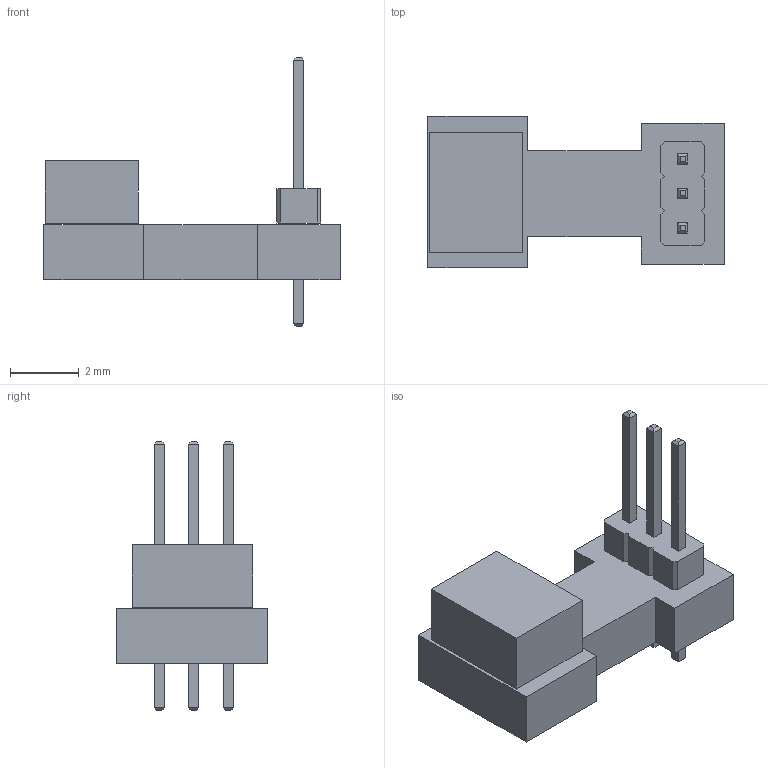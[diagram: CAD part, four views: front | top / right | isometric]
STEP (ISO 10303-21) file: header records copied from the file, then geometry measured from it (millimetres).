
FILE_DESCRIPTION(('KiCad electronic assembly'),'2;1');
FILE_NAME('optode-alex.step','2025-01-27T14:04:01',('Pcbnew'),('Kicad'), 'Open CASCADE STEP processor 7.6','KiCad to STEP converter','Unknown' );
FILE_SCHEMA(('AUTOMOTIVE_DESIGN { 1 0 10303 214 1 1 1 1 }'));
Length unit declared in the file: millimetre
Products named in the file (6): optode-alex 1; led; cube; PinHeader_1x03_P1.00mm_Vertical; PinHeader_1x03_P100mm_Vertical; optode-alex_PCB
Assembly tree (5 placements, depth 3):
  optode-alex 1
    led
      cube
    PinHeader_1x03_P1.00mm_Vertical
      PinHeader_1x03_P100mm_Vertical
    optode-alex_PCB
Bounding box: 8.6 x 4.4 x 7.8 mm (x, y, z)
Volume: 71 mm3; surface area: 196.2 mm2
Topology: 3 solids, 3 shells, 99 faces, 237 edges, 150 vertices
Faces by surface type: plane 96, cylinder 3
Full cylindrical faces by diameter (mm): 0.5 x3
Entity records: 3448 total; most frequent: CARTESIAN_POINT 492, ORIENTED_EDGE 474, DIRECTION 453, EDGE_CURVE 237, LINE 231, VECTOR 231, VERTEX_POINT 150, AXIS2_PLACEMENT_3D 111
